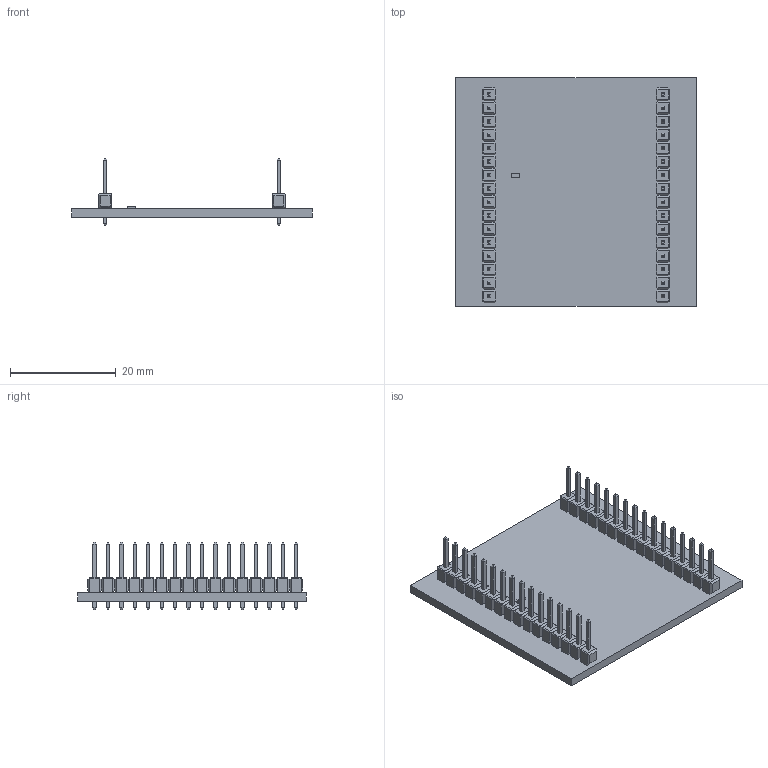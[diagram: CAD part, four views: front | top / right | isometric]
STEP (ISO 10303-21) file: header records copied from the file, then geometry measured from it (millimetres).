
FILE_DESCRIPTION(('Open CASCADE Model'),'2;1');
FILE_NAME('Open CASCADE Shape Model','2018-04-23T21:44:39',('Author'),( 'Open CASCADE'),'Open CASCADE STEP processor 6.5','Open CASCADE 6.5' ,'Unknown');
FILE_SCHEMA(('AUTOMOTIVE_DESIGN { 1 0 10303 214 1 1 1 1 }'));
Length unit declared in the file: millimetre
Products named in the file (11): PCB; Board; R1; 1175679984; Extruded; J2; Pin_Header_1x16_TH_Pitch_2.54mm; COMPOUND; J1
Assembly tree (11 placements, depth 4):
  PCB
    Board
    R1
      1175679984
        Extruded
    J2
      Pin_Header_1x16_TH_Pitch_2.54mm
        COMPOUND
        COMPOUND
        COMPOUND
    J1
      Pin_Header_1x16_TH_Pitch_2.54mm
        COMPOUND
        COMPOUND
        COMPOUND
Bounding box: 45.47 x 43.18 x 12.7 mm (x, y, z)
Volume: 3389 mm3; surface area: 6366.4 mm2
Topology: 34 solids, 66 shells, 1168 faces, 3046 edges, 1954 vertices
Faces by surface type: plane 1040, bspline 128
Entity records: 35139 total; most frequent: CARTESIAN_POINT 13159, B_SPLINE_CURVE_WITH_KNOTS 4399, ORIENTED_EDGE 2936, PCURVE 2936, DEFINITIONAL_REPRESENTATION 2936, EDGE_CURVE 1528, SURFACE_CURVE 1528, DIRECTION 1148
